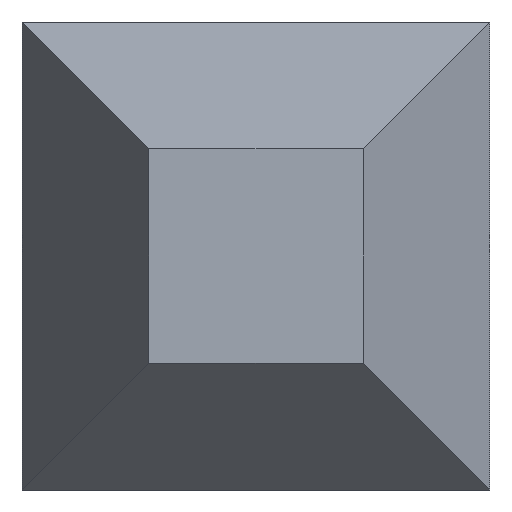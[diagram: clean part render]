
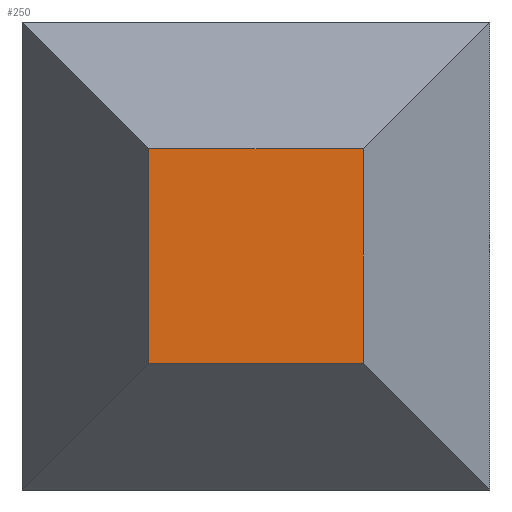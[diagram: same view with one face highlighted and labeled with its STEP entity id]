
A CAD part, front view. The second image highlights one B-rep face of the part: STEP entity #250.
In plain terms, the highlighted planar face has unit normal (0, -1, 0).
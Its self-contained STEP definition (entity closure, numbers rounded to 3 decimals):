
#55 = CARTESIAN_POINT ( 'NONE',  ( -3.663, -0.3, 1.123 ) ) ;
#56 = VERTEX_POINT ( 'NONE', #55 ) ;
#73 = CARTESIAN_POINT ( 'NONE',  ( -3.663, -0.3, 1.417 ) ) ;
#74 = VERTEX_POINT ( 'NONE', #73 ) ;
#81 = CARTESIAN_POINT ( 'NONE',  ( -3.663, -0.3, 1.59 ) ) ;
#82 = DIRECTION ( 'NONE',  ( 0., 0., 1. ) ) ;
#83 = VECTOR ( 'NONE', #82, 1000. ) ;
#84 = LINE ( 'NONE', #81, #83 ) ;
#85 = EDGE_CURVE ( 'NONE', #56, #74, #84, .T. ) ;
#104 = CARTESIAN_POINT ( 'NONE',  ( -3.957, -0.3, 1.417 ) ) ;
#105 = VERTEX_POINT ( 'NONE', #104 ) ;
#112 = CARTESIAN_POINT ( 'NONE',  ( -4.13, -0.3, 1.417 ) ) ;
#113 = DIRECTION ( 'NONE',  ( -1., 0., 0. ) ) ;
#114 = VECTOR ( 'NONE', #113, 1000. ) ;
#115 = LINE ( 'NONE', #112, #114 ) ;
#116 = EDGE_CURVE ( 'NONE', #74, #105, #115, .T. ) ;
#128 = CARTESIAN_POINT ( 'NONE',  ( -3.957, -0.3, 1.123 ) ) ;
#129 = VERTEX_POINT ( 'NONE', #128 ) ;
#143 = CARTESIAN_POINT ( 'NONE',  ( -3.49, -0.3, 1.123 ) ) ;
#144 = DIRECTION ( 'NONE',  ( 1., 0., 0. ) ) ;
#145 = VECTOR ( 'NONE', #144, 1000. ) ;
#146 = LINE ( 'NONE', #143, #145 ) ;
#147 = EDGE_CURVE ( 'NONE', #129, #56, #146, .T. ) ;
#218 = CARTESIAN_POINT ( 'NONE',  ( -3.957, -0.3, 0.95 ) ) ;
#219 = DIRECTION ( 'NONE',  ( 0., 0., -1. ) ) ;
#220 = VECTOR ( 'NONE', #219, 1000. ) ;
#221 = LINE ( 'NONE', #218, #220 ) ;
#222 = EDGE_CURVE ( 'NONE', #105, #129, #221, .T. ) ;
#239 = ORIENTED_EDGE ( 'NONE', *, *, #85, .T. ) ;
#240 = ORIENTED_EDGE ( 'NONE', *, *, #116, .T. ) ;
#241 = ORIENTED_EDGE ( 'NONE', *, *, #222, .T. ) ;
#242 = ORIENTED_EDGE ( 'NONE', *, *, #147, .T. ) ;
#243 = EDGE_LOOP ( 'NONE', ( #239, #240, #241, #242 ) ) ;
#244 = FACE_OUTER_BOUND ( 'NONE', #243, .T. ) ;
#245 = CARTESIAN_POINT ( 'NONE',  ( -3.49, -0.3, 0.95 ) ) ;
#246 = DIRECTION ( 'NONE',  ( 0., -1., 0. ) ) ;
#247 = DIRECTION ( 'NONE',  ( 0., 0., -1. ) ) ;
#248 = AXIS2_PLACEMENT_3D ( 'NONE', #245, #246, #247 ) ;
#249 = PLANE ( 'NONE', #248 ) ;
#250 = ADVANCED_FACE ( 'NONE', ( #244 ), #249, .T. ) ;
